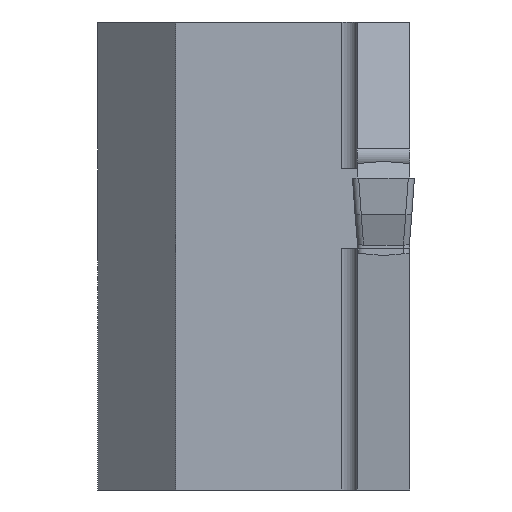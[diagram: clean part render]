
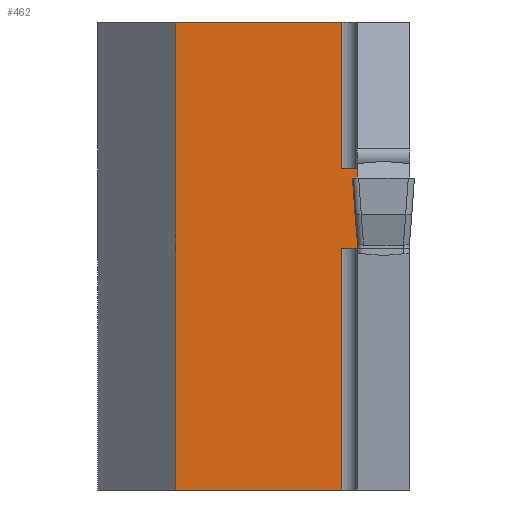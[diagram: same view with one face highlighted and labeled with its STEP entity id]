
A CAD part, left-side view. The second image highlights one B-rep face of the part: STEP entity #462.
In plain terms, the highlighted planar face has unit normal (-1, 0, 0).
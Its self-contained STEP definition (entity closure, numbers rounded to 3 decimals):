
#462=ADVANCED_FACE('',(#556),#517,.T.);
#517=PLANE('',#1454);
#556=FACE_OUTER_BOUND('',#611,.T.);
#611=EDGE_LOOP('',(#698,#699,#700,#701,#702,#703,#704,#705));
#698=ORIENTED_EDGE('',*,*,#1091,.F.);
#699=ORIENTED_EDGE('',*,*,#1092,.T.);
#700=ORIENTED_EDGE('',*,*,#1087,.F.);
#701=ORIENTED_EDGE('',*,*,#1093,.T.);
#702=ORIENTED_EDGE('',*,*,#1081,.T.);
#703=ORIENTED_EDGE('',*,*,#1094,.T.);
#704=ORIENTED_EDGE('',*,*,#1095,.F.);
#705=ORIENTED_EDGE('',*,*,#1096,.F.);
#983=VERTEX_POINT('',#1851);
#984=VERTEX_POINT('',#1853);
#987=VERTEX_POINT('',#1862);
#988=VERTEX_POINT('',#1864);
#990=VERTEX_POINT('',#1871);
#991=VERTEX_POINT('',#1872);
#992=VERTEX_POINT('',#1876);
#993=VERTEX_POINT('',#1878);
#1081=EDGE_CURVE('',#984,#983,#1227,.T.);
#1087=EDGE_CURVE('',#987,#988,#1233,.T.);
#1091=EDGE_CURVE('',#990,#991,#1236,.T.);
#1092=EDGE_CURVE('',#990,#988,#1237,.T.);
#1093=EDGE_CURVE('',#987,#984,#1238,.T.);
#1094=EDGE_CURVE('',#983,#992,#1239,.T.);
#1095=EDGE_CURVE('',#993,#992,#1240,.T.);
#1096=EDGE_CURVE('',#991,#993,#1241,.T.);
#1227=LINE('',#1852,#1342);
#1233=LINE('',#1863,#1348);
#1236=LINE('',#1870,#1351);
#1237=LINE('',#1873,#1352);
#1238=LINE('',#1874,#1353);
#1239=LINE('',#1875,#1354);
#1240=LINE('',#1877,#1355);
#1241=LINE('',#1879,#1356);
#1342=VECTOR('',#1555,1.);
#1348=VECTOR('',#1563,1.);
#1351=VECTOR('',#1570,1.);
#1352=VECTOR('',#1571,1.);
#1353=VECTOR('',#1572,1.);
#1354=VECTOR('',#1573,1.);
#1355=VECTOR('',#1574,1.);
#1356=VECTOR('',#1575,1.);
#1454=AXIS2_PLACEMENT_3D('',#1880,#1576,#1577);
#1555=DIRECTION('',(0.,-1.,0.));
#1563=DIRECTION('',(0.,-1.,0.));
#1570=DIRECTION('',(0.,-1.,0.));
#1571=DIRECTION('',(0.,0.,1.));
#1572=DIRECTION('',(0.,0.,-1.));
#1573=DIRECTION('',(0.,0.,1.));
#1574=DIRECTION('',(0.,1.,0.));
#1575=DIRECTION('',(0.,0.,-1.));
#1576=DIRECTION('',(-1.,0.,0.));
#1577=DIRECTION('',(0.,0.,1.));
#1851=CARTESIAN_POINT('',(21.,-15.65,-20.));
#1852=CARTESIAN_POINT('',(21.,0.,-20.));
#1853=CARTESIAN_POINT('',(21.,-5.,-20.));
#1862=CARTESIAN_POINT('',(21.,-5.,10.));
#1863=CARTESIAN_POINT('',(21.,0.,10.));
#1864=CARTESIAN_POINT('',(21.,-15.65,10.));
#1870=CARTESIAN_POINT('',(21.,-15.85,0.619));
#1871=CARTESIAN_POINT('',(21.,-15.65,0.619));
#1872=CARTESIAN_POINT('',(21.,-20.,0.619));
#1873=CARTESIAN_POINT('',(21.,-15.65,10.));
#1874=CARTESIAN_POINT('',(21.,-5.,1.1));
#1875=CARTESIAN_POINT('',(21.,-15.65,-4.526));
#1876=CARTESIAN_POINT('',(21.,-15.65,-4.526));
#1877=CARTESIAN_POINT('',(21.,0.,-4.526));
#1878=CARTESIAN_POINT('',(21.,-20.,-4.526));
#1879=CARTESIAN_POINT('',(21.,-20.,12.));
#1880=CARTESIAN_POINT('',(21.,0.,1.1));
